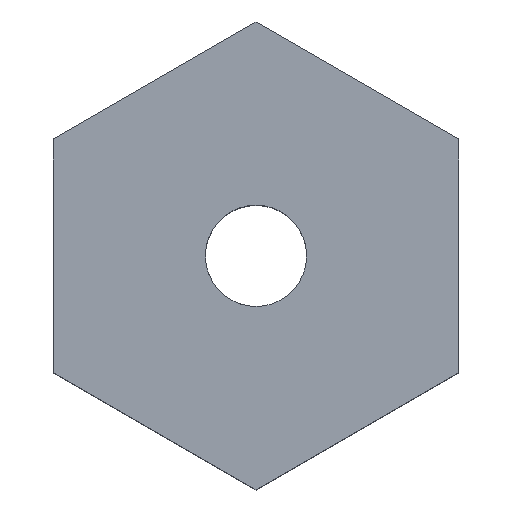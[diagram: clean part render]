
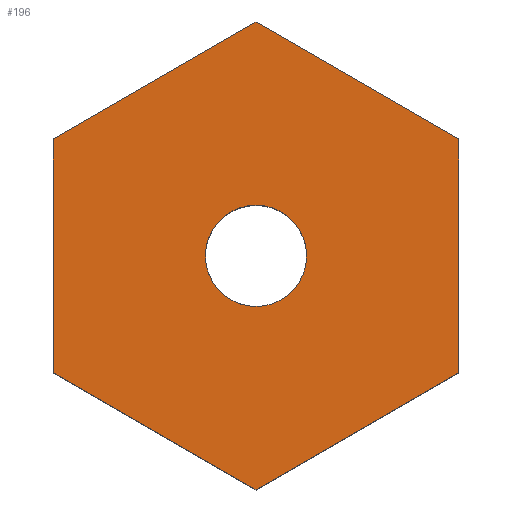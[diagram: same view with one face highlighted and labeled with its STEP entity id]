
A CAD part, top view. The second image highlights one B-rep face of the part: STEP entity #196.
In plain terms, the highlighted planar face has unit normal (0, 0, 1).
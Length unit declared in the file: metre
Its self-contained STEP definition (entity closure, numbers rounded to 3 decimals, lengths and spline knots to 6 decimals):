
#22=LINE('',#293,#40);
#26=LINE('',#301,#44);
#29=LINE('',#307,#47);
#32=LINE('',#313,#50);
#35=LINE('',#319,#53);
#37=LINE('',#324,#55);
#40=VECTOR('',#243,1.);
#44=VECTOR('',#249,1.);
#47=VECTOR('',#254,1.);
#50=VECTOR('',#259,1.);
#53=VECTOR('',#264,1.);
#55=VECTOR('',#270,1.);
#62=PLANE('',#224);
#95=ORIENTED_EDGE('',*,*,#112,.F.);
#96=ORIENTED_EDGE('',*,*,#118,.T.);
#97=ORIENTED_EDGE('',*,*,#122,.T.);
#98=ORIENTED_EDGE('',*,*,#125,.T.);
#99=ORIENTED_EDGE('',*,*,#128,.T.);
#100=ORIENTED_EDGE('',*,*,#131,.T.);
#101=ORIENTED_EDGE('',*,*,#134,.T.);
#112=EDGE_CURVE('',#135,#135,#152,.T.);
#118=EDGE_CURVE('',#142,#141,#22,.T.);
#122=EDGE_CURVE('',#141,#144,#26,.T.);
#125=EDGE_CURVE('',#144,#146,#29,.T.);
#128=EDGE_CURVE('',#146,#148,#32,.T.);
#131=EDGE_CURVE('',#148,#150,#35,.T.);
#134=EDGE_CURVE('',#150,#142,#37,.T.);
#135=VERTEX_POINT('',#280);
#141=VERTEX_POINT('',#292);
#142=VERTEX_POINT('',#294);
#144=VERTEX_POINT('',#300);
#146=VERTEX_POINT('',#306);
#148=VERTEX_POINT('',#312);
#150=VERTEX_POINT('',#318);
#152=CIRCLE('',#213,0.0015);
#165=EDGE_LOOP('',(#95));
#166=EDGE_LOOP('',(#96,#97,#98,#99,#100,#101));
#181=FACE_BOUND('',#165,.T.);
#182=FACE_BOUND('',#166,.T.);
#196=ADVANCED_FACE('',(#181,#182),#62,.T.);
#213=AXIS2_PLACEMENT_3D('',#279,#231,#232);
#224=AXIS2_PLACEMENT_3D('',#325,#271,#272);
#231=DIRECTION('',(0.,0.,1.));
#232=DIRECTION('',(1.,0.,0.));
#243=DIRECTION('',(0.866,-0.5,0.));
#249=DIRECTION('',(0.866,0.5,0.));
#254=DIRECTION('',(0.,1.,0.));
#259=DIRECTION('',(-0.866,0.5,0.));
#264=DIRECTION('',(-0.866,-0.5,0.));
#270=DIRECTION('',(0.,-1.,0.));
#271=DIRECTION('',(0.,0.,1.));
#272=DIRECTION('',(1.,0.,0.));
#279=CARTESIAN_POINT('',(0.,0.,0.0025));
#280=CARTESIAN_POINT('',(0.0015,0.,0.0025));
#292=CARTESIAN_POINT('',(0.,-0.006928,0.0025));
#293=CARTESIAN_POINT('',(-0.003,-0.005196,0.0025));
#294=CARTESIAN_POINT('',(-0.006,-0.003464,0.0025));
#300=CARTESIAN_POINT('',(0.006,-0.003464,0.0025));
#301=CARTESIAN_POINT('',(0.003,-0.005196,0.0025));
#306=CARTESIAN_POINT('',(0.006,0.003464,0.0025));
#307=CARTESIAN_POINT('',(0.006,0.,0.0025));
#312=CARTESIAN_POINT('',(0.,0.006928,0.0025));
#313=CARTESIAN_POINT('',(0.003,0.005196,0.0025));
#318=CARTESIAN_POINT('',(-0.006,0.003464,0.0025));
#319=CARTESIAN_POINT('',(-0.003,0.005196,0.0025));
#324=CARTESIAN_POINT('',(-0.006,0.,0.0025));
#325=CARTESIAN_POINT('',(0.,0.,0.0025));
